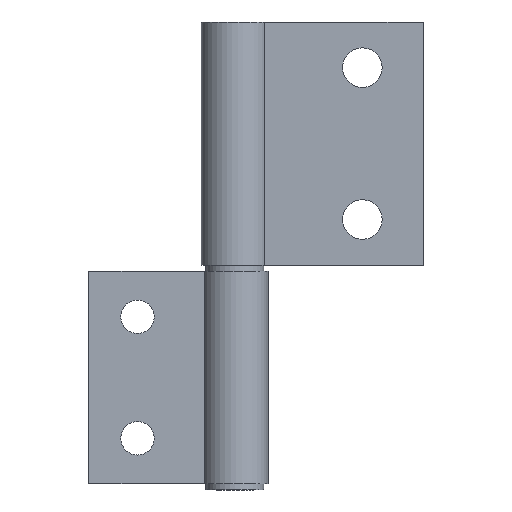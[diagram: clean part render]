
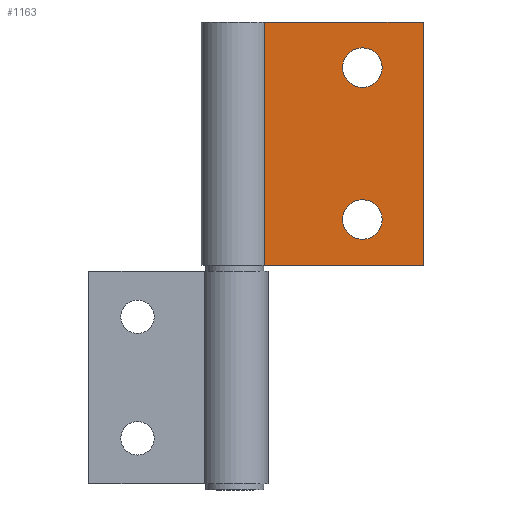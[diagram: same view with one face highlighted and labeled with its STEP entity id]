
A CAD part, front view. The second image highlights one B-rep face of the part: STEP entity #1163.
In plain terms, the highlighted planar face has unit normal (0, -1, 0).
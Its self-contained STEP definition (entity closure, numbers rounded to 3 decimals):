
#59 = ORIENTED_EDGE ( 'NONE', *, *, #1174, .T. ) ;
#60 = ORIENTED_EDGE ( 'NONE', *, *, #1133, .T. ) ;
#61 = ORIENTED_EDGE ( 'NONE', *, *, #1175, .F. ) ;
#63 = ORIENTED_EDGE ( 'NONE', *, *, #1151, .F. ) ;
#65 = ORIENTED_EDGE ( 'NONE', *, *, #1156, .T. ) ;
#66 = ORIENTED_EDGE ( 'NONE', *, *, #1146, .T. ) ;
#69 = ORIENTED_EDGE ( 'NONE', *, *, #1172, .T. ) ;
#143 = CARTESIAN_POINT ( 'NONE',  ( 21., -2.5, 12.5 ) ) ;
#153 = DIRECTION ( 'NONE',  ( 0., 1., 0. ) ) ;
#154 = DIRECTION ( 'NONE',  ( 0., 0., 1. ) ) ;
#191 = CARTESIAN_POINT ( 'NONE',  ( 21., -2.5, -12.5 ) ) ;
#192 = DIRECTION ( 'NONE',  ( 0., 1., 0. ) ) ;
#193 = DIRECTION ( 'NONE',  ( 0., 0., 1. ) ) ;
#422 = CARTESIAN_POINT ( 'NONE',  ( 4.899, -2.5, 20. ) ) ;
#427 = CARTESIAN_POINT ( 'NONE',  ( 21., -2.5, 15.75 ) ) ;
#440 = CARTESIAN_POINT ( 'NONE',  ( 21., -2.5, -9.25 ) ) ;
#448 = CARTESIAN_POINT ( 'NONE',  ( 4.899, -2.5, -20. ) ) ;
#449 = CARTESIAN_POINT ( 'NONE',  ( 21., -2.5, 9.25 ) ) ;
#450 = CARTESIAN_POINT ( 'NONE',  ( 21., -2.5, -15.75 ) ) ;
#453 = CARTESIAN_POINT ( 'NONE',  ( 31., -2.5, 20. ) ) ;
#458 = CARTESIAN_POINT ( 'NONE',  ( 31., -2.5, -20. ) ) ;
#684 = EDGE_LOOP ( 'NONE', ( #59, #60 ) ) ;
#687 = EDGE_LOOP ( 'NONE', ( #65, #61, #63, #994 ) ) ;
#719 = EDGE_LOOP ( 'NONE', ( #69, #66 ) ) ;
#796 = VECTOR ( 'NONE', #863, 1000. ) ;
#851 = CARTESIAN_POINT ( 'NONE',  ( 21., -2.5, -12.5 ) ) ;
#852 = DIRECTION ( 'NONE',  ( 0., 1., 0. ) ) ;
#853 = DIRECTION ( 'NONE',  ( 0., 0., 1. ) ) ;
#854 = CARTESIAN_POINT ( 'NONE',  ( 21., -2.5, 12.5 ) ) ;
#858 = DIRECTION ( 'NONE',  ( 0., 1., 0. ) ) ;
#859 = DIRECTION ( 'NONE',  ( 0., 0., 1. ) ) ;
#861 = LINE ( 'NONE', #862, #796 ) ;
#862 = CARTESIAN_POINT ( 'NONE',  ( 31., -2.5, 20. ) ) ;
#863 = DIRECTION ( 'NONE',  ( 0., 0., -1. ) ) ;
#994 = ORIENTED_EDGE ( 'NONE', *, *, #1150, .T. ) ;
#1105 = CIRCLE ( 'NONE', #1772, 3.25 ) ;
#1106 = CIRCLE ( 'NONE', #1769, 3.25 ) ;
#1116 = CIRCLE ( 'NONE', #1655, 3.25 ) ;
#1125 = CIRCLE ( 'NONE', #1644, 3.25 ) ;
#1133 = EDGE_CURVE ( 'NONE', #1567, #1545, #1125, .T. ) ;
#1146 = EDGE_CURVE ( 'NONE', #1568, #1558, #1116, .T. ) ;
#1150 = EDGE_CURVE ( 'NONE', #1540, #1566, #1659, .T. ) ;
#1151 = EDGE_CURVE ( 'NONE', #1540, #1571, #1662, .T. ) ;
#1156 = EDGE_CURVE ( 'NONE', #1566, #1576, #1677, .T. ) ;
#1163 = ADVANCED_FACE ( 'NONE', ( #1752, #1756, #1758 ), #1698, .F. ) ;
#1172 = EDGE_CURVE ( 'NONE', #1558, #1568, #1106, .T. ) ;
#1174 = EDGE_CURVE ( 'NONE', #1545, #1567, #1105, .T. ) ;
#1175 = EDGE_CURVE ( 'NONE', #1571, #1576, #861, .T. ) ;
#1540 = VERTEX_POINT ( 'NONE', #422 ) ;
#1545 = VERTEX_POINT ( 'NONE', #427 ) ;
#1558 = VERTEX_POINT ( 'NONE', #440 ) ;
#1566 = VERTEX_POINT ( 'NONE', #448 ) ;
#1567 = VERTEX_POINT ( 'NONE', #449 ) ;
#1568 = VERTEX_POINT ( 'NONE', #450 ) ;
#1571 = VERTEX_POINT ( 'NONE', #453 ) ;
#1576 = VERTEX_POINT ( 'NONE', #458 ) ;
#1644 = AXIS2_PLACEMENT_3D ( 'NONE', #143, #153, #154 ) ;
#1655 = AXIS2_PLACEMENT_3D ( 'NONE', #191, #192, #193 ) ;
#1659 = LINE ( 'NONE', #1660, #1735 ) ;
#1660 = CARTESIAN_POINT ( 'NONE',  ( 4.899, -2.5, 20. ) ) ;
#1661 = DIRECTION ( 'NONE',  ( 0., 0., -1. ) ) ;
#1662 = LINE ( 'NONE', #1663, #1736 ) ;
#1663 = CARTESIAN_POINT ( 'NONE',  ( 4.899, -2.5, 20. ) ) ;
#1664 = DIRECTION ( 'NONE',  ( 1., 0., 0. ) ) ;
#1677 = LINE ( 'NONE', #1678, #1742 ) ;
#1678 = CARTESIAN_POINT ( 'NONE',  ( 4.899, -2.5, -20. ) ) ;
#1679 = DIRECTION ( 'NONE',  ( 1., 0., 0. ) ) ;
#1698 = PLANE ( 'NONE',  #1760 ) ;
#1699 = CARTESIAN_POINT ( 'NONE',  ( 4.899, -2.5, 20. ) ) ;
#1700 = DIRECTION ( 'NONE',  ( 0., 1., 0. ) ) ;
#1701 = DIRECTION ( 'NONE',  ( 0., 0., 1. ) ) ;
#1735 = VECTOR ( 'NONE', #1661, 1000. ) ;
#1736 = VECTOR ( 'NONE', #1664, 1000. ) ;
#1742 = VECTOR ( 'NONE', #1679, 1000. ) ;
#1752 = FACE_BOUND ( 'NONE', #719, .T. ) ;
#1756 = FACE_BOUND ( 'NONE', #684, .T. ) ;
#1758 = FACE_OUTER_BOUND ( 'NONE', #687, .T. ) ;
#1760 = AXIS2_PLACEMENT_3D ( 'NONE', #1699, #1700, #1701 ) ;
#1769 = AXIS2_PLACEMENT_3D ( 'NONE', #851, #852, #853 ) ;
#1772 = AXIS2_PLACEMENT_3D ( 'NONE', #854, #858, #859 ) ;
